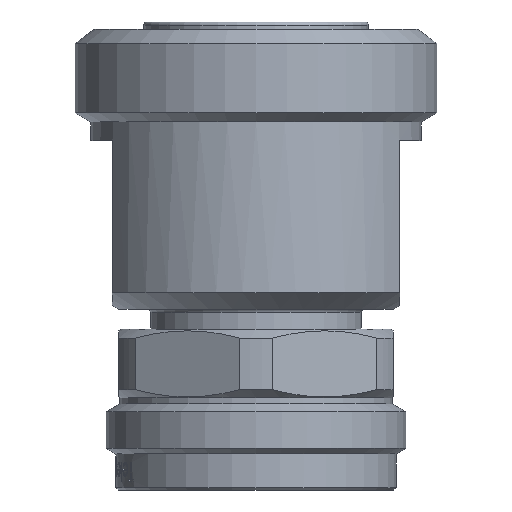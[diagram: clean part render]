
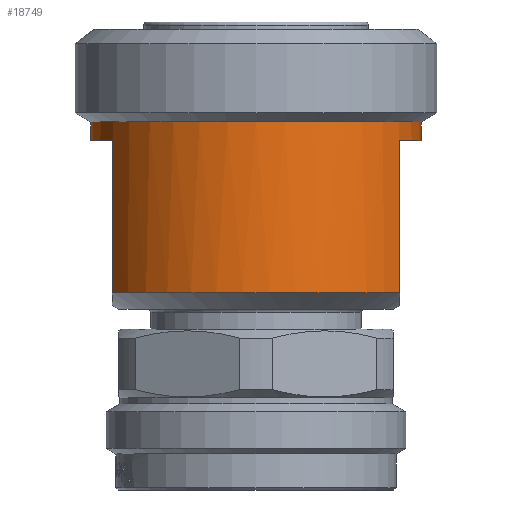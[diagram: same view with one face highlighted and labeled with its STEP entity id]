
A CAD part, front view. The second image highlights one B-rep face of the part: STEP entity #18749.
In plain terms, the highlighted cylindrical face has radius 13.25 mm (diameter 26.5 mm), a partial arc.
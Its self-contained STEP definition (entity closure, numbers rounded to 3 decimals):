
#784 = DIRECTION ( 'NONE',  ( 0., 0., 1. ) ) ;
#919 = ORIENTED_EDGE ( 'NONE', *, *, #10139, .T. ) ;
#938 = VERTEX_POINT ( 'NONE', #14677 ) ;
#1343 = EDGE_CURVE ( 'NONE', #5817, #18037, #11511, .T. ) ;
#2276 = DIRECTION ( 'NONE',  ( 1., 0., 0. ) ) ;
#2573 = LINE ( 'NONE', #8021, #10459 ) ;
#2700 = AXIS2_PLACEMENT_3D ( 'NONE', #6284, #17359, #7882 ) ;
#2889 = VERTEX_POINT ( 'NONE', #14670 ) ;
#3223 = ORIENTED_EDGE ( 'NONE', *, *, #8430, .F. ) ;
#3307 = VECTOR ( 'NONE', #15440, 1000. ) ;
#3331 = DIRECTION ( 'NONE',  ( 0., 0., -1. ) ) ;
#3664 = VERTEX_POINT ( 'NONE', #9040 ) ;
#3813 = LINE ( 'NONE', #9226, #3307 ) ;
#4394 = VERTEX_POINT ( 'NONE', #20100 ) ;
#4466 = CARTESIAN_POINT ( 'NONE',  ( 0., 0., -8. ) ) ;
#4562 = AXIS2_PLACEMENT_3D ( 'NONE', #4466, #15500, #6010 ) ;
#4712 = CARTESIAN_POINT ( 'NONE',  ( 13.25, 0., -9.5 ) ) ;
#4869 = CARTESIAN_POINT ( 'NONE',  ( -13.25, 0., -8. ) ) ;
#5053 = CARTESIAN_POINT ( 'NONE',  ( 11.5, -6.581, 21.027 ) ) ;
#5475 = EDGE_CURVE ( 'NONE', #2889, #938, #14952, .T. ) ;
#5524 = ORIENTED_EDGE ( 'NONE', *, *, #7093, .F. ) ;
#5738 = EDGE_CURVE ( 'NONE', #3664, #938, #12472, .T. ) ;
#5817 = VERTEX_POINT ( 'NONE', #6639 ) ;
#6010 = DIRECTION ( 'NONE',  ( 1., 0., 0. ) ) ;
#6264 = EDGE_CURVE ( 'NONE', #2889, #5817, #2573, .T. ) ;
#6284 = CARTESIAN_POINT ( 'NONE',  ( 0., 0., -21.701 ) ) ;
#6364 = ORIENTED_EDGE ( 'NONE', *, *, #1343, .F. ) ;
#6639 = CARTESIAN_POINT ( 'NONE',  ( -11.5, -6.581, -9.5 ) ) ;
#7093 = EDGE_CURVE ( 'NONE', #15713, #3664, #14206, .T. ) ;
#7882 = DIRECTION ( 'NONE',  ( 1., 0., 0. ) ) ;
#7932 = FACE_OUTER_BOUND ( 'NONE', #12458, .T. ) ;
#8021 = CARTESIAN_POINT ( 'NONE',  ( -11.5, -6.581, 21.027 ) ) ;
#8205 = LINE ( 'NONE', #18035, #16133 ) ;
#8430 = EDGE_CURVE ( 'NONE', #8588, #4394, #9664, .T. ) ;
#8588 = VERTEX_POINT ( 'NONE', #4869 ) ;
#8681 = CARTESIAN_POINT ( 'NONE',  ( 0., 0., -9.5 ) ) ;
#9040 = CARTESIAN_POINT ( 'NONE',  ( 11.5, -6.581, -9.5 ) ) ;
#9226 = CARTESIAN_POINT ( 'NONE',  ( 13.25, 0., 21.027 ) ) ;
#9549 = ORIENTED_EDGE ( 'NONE', *, *, #5738, .F. ) ;
#9621 = DIRECTION ( 'NONE',  ( 0., 0., 1. ) ) ;
#9664 = CIRCLE ( 'NONE', #4562, 13.25 ) ;
#10139 = EDGE_CURVE ( 'NONE', #15713, #4394, #3813, .T. ) ;
#10279 = DIRECTION ( 'NONE',  ( 1., 0., 0. ) ) ;
#10459 = VECTOR ( 'NONE', #9621, 1000. ) ;
#10913 = EDGE_CURVE ( 'NONE', #18037, #8588, #8205, .T. ) ;
#11511 = CIRCLE ( 'NONE', #11819, 13.25 ) ;
#11680 = DIRECTION ( 'NONE',  ( 0., 0., 1. ) ) ;
#11819 = AXIS2_PLACEMENT_3D ( 'NONE', #12802, #3331, #14380 ) ;
#12458 = EDGE_LOOP ( 'NONE', ( #16980, #6364, #18248, #19688, #9549, #5524, #919, #3223 ) ) ;
#12472 = LINE ( 'NONE', #5053, #20391 ) ;
#12802 = CARTESIAN_POINT ( 'NONE',  ( 0., 0., -9.5 ) ) ;
#14206 = CIRCLE ( 'NONE', #17906, 13.25 ) ;
#14370 = CYLINDRICAL_SURFACE ( 'NONE', #17259, 13.25 ) ;
#14380 = DIRECTION ( 'NONE',  ( 1., 0., 0. ) ) ;
#14670 = CARTESIAN_POINT ( 'NONE',  ( -11.5, -6.581, -21.701 ) ) ;
#14677 = CARTESIAN_POINT ( 'NONE',  ( 11.5, -6.581, -21.701 ) ) ;
#14873 = CARTESIAN_POINT ( 'NONE',  ( -13.25, 0., -9.5 ) ) ;
#14952 = CIRCLE ( 'NONE', #2700, 13.25 ) ;
#15440 = DIRECTION ( 'NONE',  ( 0., 0., 1. ) ) ;
#15500 = DIRECTION ( 'NONE',  ( 0., 0., 1. ) ) ;
#15713 = VERTEX_POINT ( 'NONE', #4712 ) ;
#16133 = VECTOR ( 'NONE', #784, 1000. ) ;
#16450 = CARTESIAN_POINT ( 'NONE',  ( 0., 0., 21.027 ) ) ;
#16980 = ORIENTED_EDGE ( 'NONE', *, *, #10913, .F. ) ;
#17259 = AXIS2_PLACEMENT_3D ( 'NONE', #16450, #11680, #2276 ) ;
#17359 = DIRECTION ( 'NONE',  ( 0., 0., 1. ) ) ;
#17709 = DIRECTION ( 'NONE',  ( 0., 0., -1. ) ) ;
#17906 = AXIS2_PLACEMENT_3D ( 'NONE', #8681, #19744, #10279 ) ;
#18035 = CARTESIAN_POINT ( 'NONE',  ( -13.25, 0., 21.027 ) ) ;
#18037 = VERTEX_POINT ( 'NONE', #14873 ) ;
#18248 = ORIENTED_EDGE ( 'NONE', *, *, #6264, .F. ) ;
#18749 = ADVANCED_FACE ( 'NONE', ( #7932 ), #14370, .T. ) ;
#19688 = ORIENTED_EDGE ( 'NONE', *, *, #5475, .T. ) ;
#19744 = DIRECTION ( 'NONE',  ( 0., 0., -1. ) ) ;
#20100 = CARTESIAN_POINT ( 'NONE',  ( 13.25, 0., -8. ) ) ;
#20391 = VECTOR ( 'NONE', #17709, 1000. ) ;
